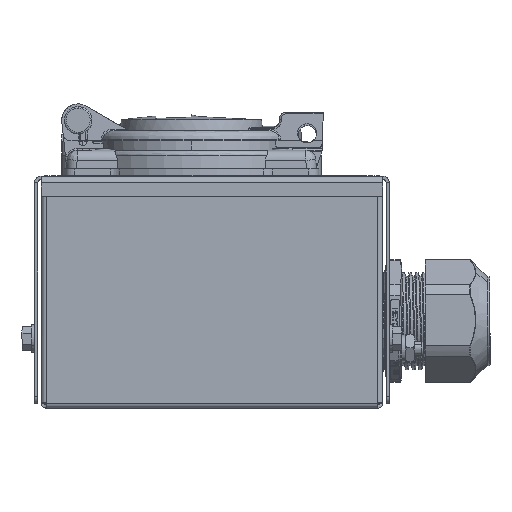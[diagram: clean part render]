
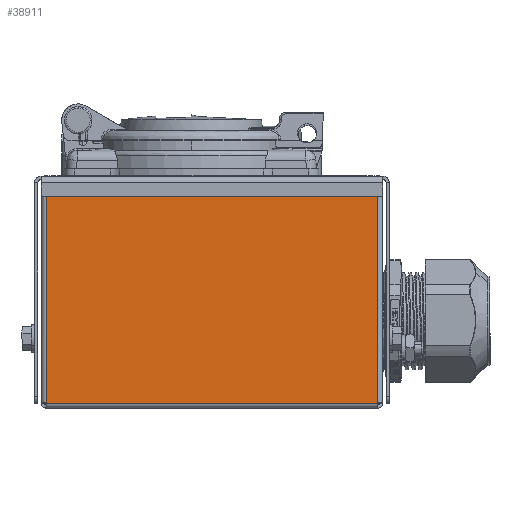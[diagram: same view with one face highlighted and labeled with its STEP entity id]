
A CAD part, left-side view. The second image highlights one B-rep face of the part: STEP entity #38911.
In plain terms, the highlighted planar face has unit normal (-1, 0, 0).
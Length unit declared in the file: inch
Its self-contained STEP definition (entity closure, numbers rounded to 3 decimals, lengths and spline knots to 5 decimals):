
#345 = DIRECTION ( 'NONE',  ( -1., 0., 0. ) ) ;
#3595 = ORIENTED_EDGE ( 'NONE', *, *, #21536, .F. ) ;
#4203 = EDGE_LOOP ( 'NONE', ( #12960, #85604, #3595, #62144 ) ) ;
#9150 = VERTEX_POINT ( 'NONE', #23359 ) ;
#9951 = VERTEX_POINT ( 'NONE', #73103 ) ;
#12144 = VECTOR ( 'NONE', #51107, 39.37008 ) ;
#12176 = DIRECTION ( 'NONE',  ( 0., 0., -1. ) ) ;
#12414 = VERTEX_POINT ( 'NONE', #16712 ) ;
#12960 = ORIENTED_EDGE ( 'NONE', *, *, #72890, .F. ) ;
#15328 = VECTOR ( 'NONE', #52228, 39.37008 ) ;
#15359 = DIRECTION ( 'NONE',  ( 0., -1., 0. ) ) ;
#16712 = CARTESIAN_POINT ( 'NONE',  ( -0.0273, 0.0902, -0.12145 ) ) ;
#17501 = LINE ( 'NONE', #24356, #15328 ) ;
#21536 = EDGE_CURVE ( 'NONE', #12414, #42396, #38667, .T. ) ;
#23234 = CARTESIAN_POINT ( 'NONE',  ( -0.0273, 3.1252, -4.09145 ) ) ;
#23359 = CARTESIAN_POINT ( 'NONE',  ( -0.0273, 6.1602, -4.09145 ) ) ;
#24356 = CARTESIAN_POINT ( 'NONE',  ( -0.0273, 6.1602, -0.12145 ) ) ;
#26392 = EDGE_CURVE ( 'NONE', #9951, #12414, #47372, .T. ) ;
#32850 = EDGE_CURVE ( 'NONE', #9150, #42396, #64777, .T. ) ;
#33673 = PLANE ( 'NONE',  #73814 ) ;
#34592 = CARTESIAN_POINT ( 'NONE',  ( -0.0273, 0.0902, -0.12145 ) ) ;
#38667 = LINE ( 'NONE', #87471, #89298 ) ;
#38911 = ADVANCED_FACE ( 'NONE', ( #68342 ), #33673, .T. ) ;
#40219 = CARTESIAN_POINT ( 'NONE',  ( -0.0273, 0.0902, -4.09145 ) ) ;
#42396 = VERTEX_POINT ( 'NONE', #40219 ) ;
#47372 = LINE ( 'NONE', #34592, #56850 ) ;
#51107 = DIRECTION ( 'NONE',  ( 0., -1., 0. ) ) ;
#52228 = DIRECTION ( 'NONE',  ( 0., 0., 1. ) ) ;
#56850 = VECTOR ( 'NONE', #15359, 39.37008 ) ;
#62144 = ORIENTED_EDGE ( 'NONE', *, *, #26392, .F. ) ;
#62839 = CARTESIAN_POINT ( 'NONE',  ( -0.0273, 3.1252, -4.18125 ) ) ;
#63719 = DIRECTION ( 'NONE',  ( 0., 0., 1. ) ) ;
#64777 = LINE ( 'NONE', #23234, #12144 ) ;
#68342 = FACE_OUTER_BOUND ( 'NONE', #4203, .T. ) ;
#72890 = EDGE_CURVE ( 'NONE', #9150, #9951, #17501, .T. ) ;
#73103 = CARTESIAN_POINT ( 'NONE',  ( -0.0273, 6.1602, -0.12145 ) ) ;
#73814 = AXIS2_PLACEMENT_3D ( 'NONE', #62839, #345, #63719 ) ;
#85604 = ORIENTED_EDGE ( 'NONE', *, *, #32850, .T. ) ;
#87471 = CARTESIAN_POINT ( 'NONE',  ( -0.0273, 0.0902, -4.12145 ) ) ;
#89298 = VECTOR ( 'NONE', #12176, 39.37008 ) ;
